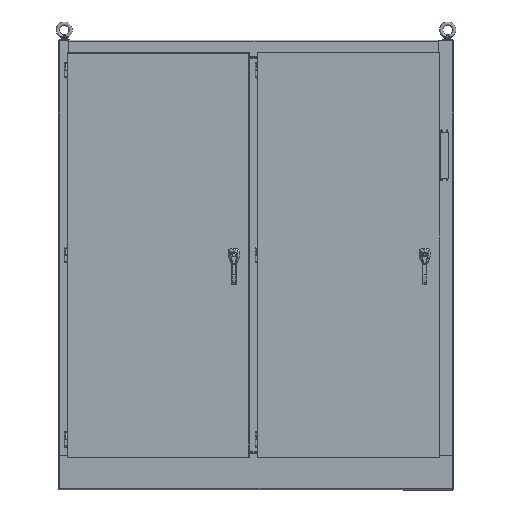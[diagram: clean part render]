
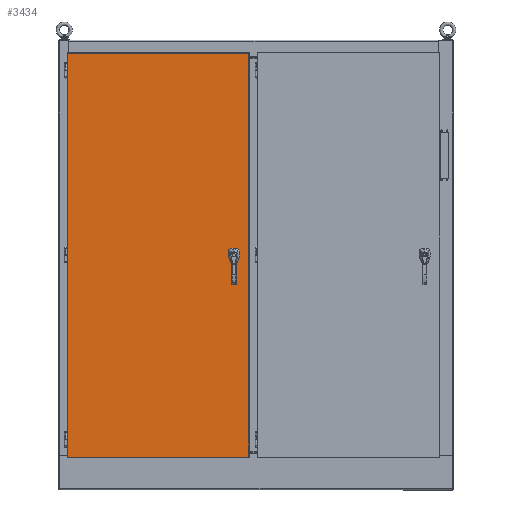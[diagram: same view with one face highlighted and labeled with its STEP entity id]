
A CAD part, top view. The second image highlights one B-rep face of the part: STEP entity #3434.
In plain terms, the highlighted face is planar.
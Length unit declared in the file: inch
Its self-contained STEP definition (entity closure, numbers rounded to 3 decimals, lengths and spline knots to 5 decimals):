
#3434 = ADVANCED_FACE ( 'NONE', ( #116387 ), #42998, .T. ) ;
#6305 = EDGE_CURVE ( 'NONE', #116126, #133212, #133004, .T. ) ;
#8674 = DIRECTION ( 'NONE',  ( 1., 0., 0. ) ) ;
#15315 = LINE ( 'NONE', #70748, #27371 ) ;
#23910 = CARTESIAN_POINT ( 'NONE',  ( -37.8751, -21.24331, 87.50016 ) ) ;
#27371 = VECTOR ( 'NONE', #8674, 39.37008 ) ;
#28029 = EDGE_CURVE ( 'NONE', #57221, #116126, #87975, .T. ) ;
#30172 = EDGE_CURVE ( 'NONE', #63431, #133212, #15315, .T. ) ;
#30786 = DIRECTION ( 'NONE',  ( 0., -1., 0. ) ) ;
#40643 = AXIS2_PLACEMENT_3D ( 'NONE', #44091, #30786, #43536 ) ;
#42998 = PLANE ( 'NONE',  #40643 ) ;
#43536 = DIRECTION ( 'NONE',  ( 1., 0., 0. ) ) ;
#44091 = CARTESIAN_POINT ( 'NONE',  ( 0., -21.24331, 0. ) ) ;
#45815 = CARTESIAN_POINT ( 'NONE',  ( -37.8751, -21.24331, 6.375 ) ) ;
#57221 = VERTEX_POINT ( 'NONE', #148846 ) ;
#63431 = VERTEX_POINT ( 'NONE', #45815 ) ;
#69700 = CARTESIAN_POINT ( 'NONE',  ( -1.37538, -21.24331, 87.50016 ) ) ;
#70748 = CARTESIAN_POINT ( 'NONE',  ( -37.8751, -21.24331, 6.375 ) ) ;
#75578 = CARTESIAN_POINT ( 'NONE',  ( -37.8751, -21.24331, 87.50016 ) ) ;
#79791 = ORIENTED_EDGE ( 'NONE', *, *, #28029, .F. ) ;
#85353 = EDGE_LOOP ( 'NONE', ( #117464, #154224, #119324, #79791 ) ) ;
#87975 = LINE ( 'NONE', #23910, #91952 ) ;
#91207 = CARTESIAN_POINT ( 'NONE',  ( -1.37538, -21.24331, 6.375 ) ) ;
#91952 = VECTOR ( 'NONE', #151701, 39.37008 ) ;
#92267 = EDGE_CURVE ( 'NONE', #57221, #63431, #98701, .T. ) ;
#98701 = LINE ( 'NONE', #75578, #151951 ) ;
#103999 = CARTESIAN_POINT ( 'NONE',  ( -1.37538, -21.24331, 87.50016 ) ) ;
#113793 = DIRECTION ( 'NONE',  ( 0., 0., -1. ) ) ;
#116126 = VERTEX_POINT ( 'NONE', #103999 ) ;
#116387 = FACE_OUTER_BOUND ( 'NONE', #85353, .T. ) ;
#117464 = ORIENTED_EDGE ( 'NONE', *, *, #92267, .T. ) ;
#119324 = ORIENTED_EDGE ( 'NONE', *, *, #6305, .F. ) ;
#131109 = VECTOR ( 'NONE', #144485, 39.37008 ) ;
#133004 = LINE ( 'NONE', #69700, #131109 ) ;
#133212 = VERTEX_POINT ( 'NONE', #91207 ) ;
#144485 = DIRECTION ( 'NONE',  ( 0., 0., -1. ) ) ;
#148846 = CARTESIAN_POINT ( 'NONE',  ( -37.8751, -21.24331, 87.50016 ) ) ;
#151701 = DIRECTION ( 'NONE',  ( 1., 0., 0. ) ) ;
#151951 = VECTOR ( 'NONE', #113793, 39.37008 ) ;
#154224 = ORIENTED_EDGE ( 'NONE', *, *, #30172, .T. ) ;
